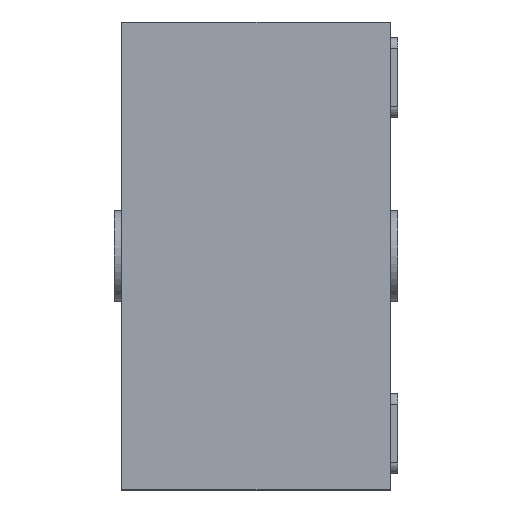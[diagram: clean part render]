
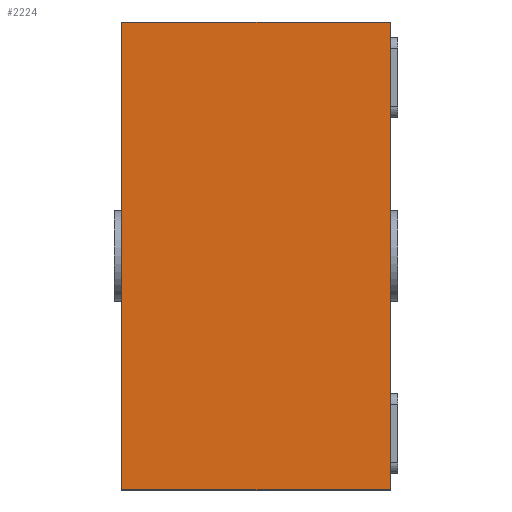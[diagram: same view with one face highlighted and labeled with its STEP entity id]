
A CAD part, left-side view. The second image highlights one B-rep face of the part: STEP entity #2224.
In plain terms, the highlighted planar face has unit normal (-1, 0, 0).
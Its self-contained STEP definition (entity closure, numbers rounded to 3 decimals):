
#135 = CARTESIAN_POINT ( 'NONE',  ( -1.019, -0.37, -0.644 ) ) ;
#167 = EDGE_CURVE ( 'NONE', #1408, #1337, #2309, .T. ) ;
#168 = CARTESIAN_POINT ( 'NONE',  ( -1.019, -0.37, 0.644 ) ) ;
#195 = ORIENTED_EDGE ( 'NONE', *, *, #1476, .F. ) ;
#383 = DIRECTION ( 'NONE',  ( 0., -1., 0. ) ) ;
#405 = CARTESIAN_POINT ( 'NONE',  ( -1.019, 0.37, 0.644 ) ) ;
#446 = VERTEX_POINT ( 'NONE', #2187 ) ;
#508 = AXIS2_PLACEMENT_3D ( 'NONE', #935, #1323, #1743 ) ;
#523 = CARTESIAN_POINT ( 'NONE',  ( -1.019, 0.37, -0.644 ) ) ;
#542 = VECTOR ( 'NONE', #2494, 1000. ) ;
#570 = CARTESIAN_POINT ( 'NONE',  ( -1.019, 0.37, -0.644 ) ) ;
#664 = ORIENTED_EDGE ( 'NONE', *, *, #1524, .F. ) ;
#726 = EDGE_CURVE ( 'NONE', #1337, #446, #1756, .T. ) ;
#773 = VECTOR ( 'NONE', #383, 1000. ) ;
#784 = DIRECTION ( 'NONE',  ( 0., 0., 1. ) ) ;
#789 = ORIENTED_EDGE ( 'NONE', *, *, #167, .T. ) ;
#935 = CARTESIAN_POINT ( 'NONE',  ( -1.019, 0.37, 0.644 ) ) ;
#949 = PLANE ( 'NONE',  #508 ) ;
#1013 = LINE ( 'NONE', #405, #1601 ) ;
#1136 = CARTESIAN_POINT ( 'NONE',  ( -1.019, 0.37, 0.644 ) ) ;
#1142 = FACE_OUTER_BOUND ( 'NONE', #1719, .T. ) ;
#1323 = DIRECTION ( 'NONE',  ( 1., 0., 0. ) ) ;
#1337 = VERTEX_POINT ( 'NONE', #135 ) ;
#1398 = LINE ( 'NONE', #2370, #773 ) ;
#1408 = VERTEX_POINT ( 'NONE', #570 ) ;
#1476 = EDGE_CURVE ( 'NONE', #1826, #446, #1398, .T. ) ;
#1524 = EDGE_CURVE ( 'NONE', #1408, #1826, #1013, .T. ) ;
#1601 = VECTOR ( 'NONE', #784, 1000. ) ;
#1651 = ORIENTED_EDGE ( 'NONE', *, *, #726, .T. ) ;
#1719 = EDGE_LOOP ( 'NONE', ( #1651, #195, #664, #789 ) ) ;
#1743 = DIRECTION ( 'NONE',  ( 0., 0., -1. ) ) ;
#1756 = LINE ( 'NONE', #168, #2139 ) ;
#1826 = VERTEX_POINT ( 'NONE', #1136 ) ;
#2139 = VECTOR ( 'NONE', #2354, 1000. ) ;
#2187 = CARTESIAN_POINT ( 'NONE',  ( -1.019, -0.37, 0.644 ) ) ;
#2224 = ADVANCED_FACE ( 'NONE', ( #1142 ), #949, .F. ) ;
#2309 = LINE ( 'NONE', #523, #542 ) ;
#2354 = DIRECTION ( 'NONE',  ( 0., 0., 1. ) ) ;
#2370 = CARTESIAN_POINT ( 'NONE',  ( -1.019, 0.37, 0.644 ) ) ;
#2494 = DIRECTION ( 'NONE',  ( 0., -1., 0. ) ) ;
